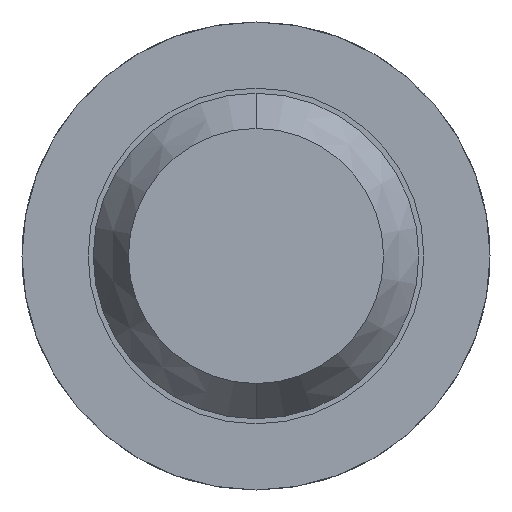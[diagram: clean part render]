
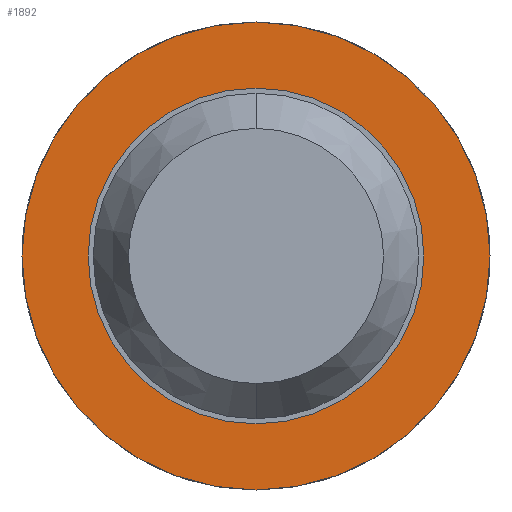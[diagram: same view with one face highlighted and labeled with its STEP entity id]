
A CAD part, front view. The second image highlights one B-rep face of the part: STEP entity #1892.
In plain terms, the highlighted planar face has unit normal (0, -1, 0).
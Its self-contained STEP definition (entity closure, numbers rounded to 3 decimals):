
#5 = DIRECTION ( 'NONE',  ( 0., 1., 0. ) ) ;
#90 = EDGE_CURVE ( 'Defeature ausgef�hrt1_7+Defeature ausgef�hrt1_6+Defeature ausgef�hrt1_6+Defeature ausgef�hrt1_6', #2503, #1463, #848, .T. ) ;
#255 = CIRCLE ( 'NONE', #2319, 1.15 ) ;
#285 = CARTESIAN_POINT ( 'NONE',  ( 0.825, -1.7, 0. ) ) ;
#331 = DIRECTION ( 'NONE',  ( 0., 0., 1. ) ) ;
#345 = CIRCLE ( 'NONE', #1961, 1.15 ) ;
#394 = DIRECTION ( 'NONE',  ( 0., 1., 0. ) ) ;
#396 = ORIENTED_EDGE ( 'NONE', *, *, #2583, .F. ) ;
#562 = FACE_OUTER_BOUND ( 'NONE', #2194, .T. ) ;
#584 = DIRECTION ( 'NONE',  ( 0., 0., 1. ) ) ;
#751 = CARTESIAN_POINT ( 'NONE',  ( 0., -1.7, 0. ) ) ;
#848 = CIRCLE ( 'NONE', #2570, 0.825 ) ;
#995 = ORIENTED_EDGE ( 'NONE', *, *, #1507, .F. ) ;
#1180 = ORIENTED_EDGE ( 'NONE', *, *, #1834, .T. ) ;
#1418 = DIRECTION ( 'NONE',  ( 0., 1., 0. ) ) ;
#1463 = VERTEX_POINT ( 'NONE', #2673 ) ;
#1507 = EDGE_CURVE ( 'Defeature ausgef�hrt1_0+Defeature ausgef�hrt1_7+Defeature ausgef�hrt1_7+Defeature ausgef�hrt1_7', #2089, #2143, #255, .T. ) ;
#1695 = DIRECTION ( 'NONE',  ( 0., 0., 1. ) ) ;
#1834 = EDGE_CURVE ( 'Defeature ausgef�hrt1_7+Defeature ausgef�hrt1_6+Defeature ausgef�hrt1_6+Defeature ausgef�hrt1_6', #1463, #2503, #3366, .T. ) ;
#1892 = ADVANCED_FACE ( 'Defeature ausgef�hrt1_7', ( #562, #2563 ), #2796, .F. ) ;
#1925 = CARTESIAN_POINT ( 'NONE',  ( 0., -1.7, 0. ) ) ;
#1961 = AXIS2_PLACEMENT_3D ( 'NONE', #751, #2749, #2731 ) ;
#2089 = VERTEX_POINT ( 'NONE', #2699 ) ;
#2143 = VERTEX_POINT ( 'NONE', #2198 ) ;
#2157 = CARTESIAN_POINT ( 'NONE',  ( 0., -1.7, 0.825 ) ) ;
#2194 = EDGE_LOOP ( 'NONE', ( #995, #396 ) ) ;
#2198 = CARTESIAN_POINT ( 'NONE',  ( 0., -1.7, -1.15 ) ) ;
#2319 = AXIS2_PLACEMENT_3D ( 'NONE', #1925, #2535, #584 ) ;
#2503 = VERTEX_POINT ( 'NONE', #2157 ) ;
#2528 = CARTESIAN_POINT ( 'NONE',  ( 0., -1.7, 0. ) ) ;
#2535 = DIRECTION ( 'NONE',  ( 0., 1., 0. ) ) ;
#2545 = DIRECTION ( 'NONE',  ( 0., 0., 1. ) ) ;
#2563 = FACE_BOUND ( 'NONE', #2976, .T. ) ;
#2570 = AXIS2_PLACEMENT_3D ( 'NONE', #2573, #394, #331 ) ;
#2573 = CARTESIAN_POINT ( 'NONE',  ( 0., -1.7, 0. ) ) ;
#2583 = EDGE_CURVE ( 'Defeature ausgef�hrt1_0+Defeature ausgef�hrt1_7+Defeature ausgef�hrt1_7+Defeature ausgef�hrt1_7', #2143, #2089, #345, .T. ) ;
#2673 = CARTESIAN_POINT ( 'NONE',  ( 0., -1.7, -0.825 ) ) ;
#2699 = CARTESIAN_POINT ( 'NONE',  ( 0., -1.7, 1.15 ) ) ;
#2731 = DIRECTION ( 'NONE',  ( 0., 0., 1. ) ) ;
#2749 = DIRECTION ( 'NONE',  ( 0., 1., 0. ) ) ;
#2796 = PLANE ( 'NONE',  #3242 ) ;
#2976 = EDGE_LOOP ( 'NONE', ( #3405, #1180 ) ) ;
#3074 = AXIS2_PLACEMENT_3D ( 'NONE', #2528, #5, #1695 ) ;
#3242 = AXIS2_PLACEMENT_3D ( 'NONE', #285, #1418, #2545 ) ;
#3366 = CIRCLE ( 'NONE', #3074, 0.825 ) ;
#3405 = ORIENTED_EDGE ( 'NONE', *, *, #90, .T. ) ;
